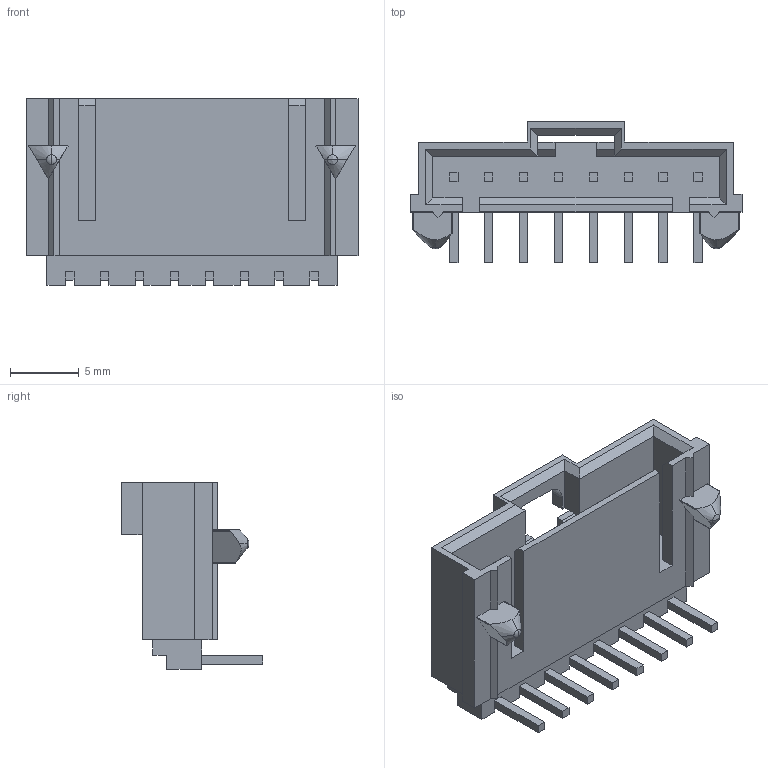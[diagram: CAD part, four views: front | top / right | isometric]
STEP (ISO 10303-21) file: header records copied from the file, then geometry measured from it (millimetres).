
FILE_DESCRIPTION (( 'STEP AP214' ), '1' );
FILE_NAME ('705550007.STEP', '2015-11-28T03:53:49', ( '' ), ( '' ), 'SwSTEP 2.0', 'SolidWorks 2015', '' );
FILE_SCHEMA (( 'AUTOMOTIVE_DESIGN' ));
Length unit declared in the file: inch
Products named in the file (1): 705550007
Bounding box: 24.13 x 10.29 x 13.59 mm (x, y, z)
Volume: 917 mm3; surface area: 1692.4 mm2
Topology: 1 solids, 1 shells, 255 faces, 697 edges, 447 vertices
Faces by surface type: plane 227, cylinder 18, cone 6, torus 2, bspline 2
Entity records: 9175 total; most frequent: CARTESIAN_POINT 1595, ORIENTED_EDGE 1386, DIRECTION 1219, EDGE_CURVE 693, LINE 617, VECTOR 617, VERTEX_POINT 447, AXIS2_PLACEMENT_3D 301
